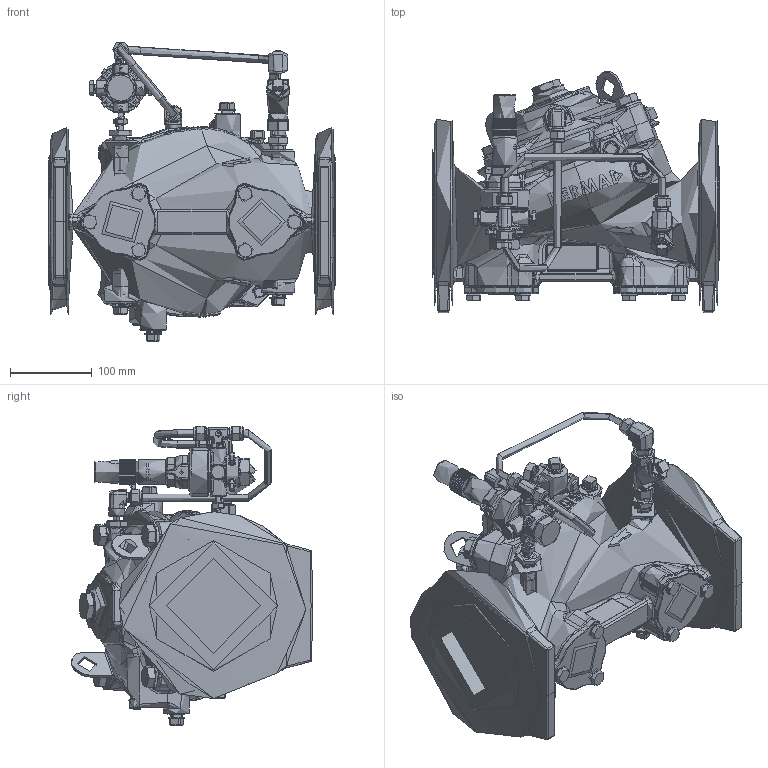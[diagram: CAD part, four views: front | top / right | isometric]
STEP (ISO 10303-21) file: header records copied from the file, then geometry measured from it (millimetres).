
FILE_DESCRIPTION (( 'STEP AP214' ), '1' );
FILE_NAME ('PC7-FP-4-42T-H-C-16-ER-NN.STEP', '2019-05-07T14:38:21', ( '' ), ( '' ), 'SwSTEP 2.0', 'SolidWorks 2018', '' );
FILE_SCHEMA (( 'AUTOMOTIVE_DESIGN' ));
Length unit declared in the file: millimetre
Products named in the file (89): 9901000065-NICKEL_9901000065-NICKEL; Basic Sizable-PORT; 073808S000-FP-4-42T-H-Y-C-A5-PR-NN-STD_01; 02101E1125-DIN 933 A4 CLASS 80 - M10 x 25-C1; 24400P0714_U_Machining; 060200S121_060200S121; FP-4-400Y-Basic-STD-Body-Flange-Filled_RF; 060200S121; 3600S00803_3600S00803; 060400S121; DIN 931 A4 CLASS 80 - M16 x 55 x 38-C1_ISO 4014 - M16 x 55 x 38-C1; 24300S0529; 063804X070; FP-4-400Y-Basic-STD-Cover-Flange-Filled; 063802B069_063802B069; 060202S122-hat; PC7-FP-4-42T-H-C-16-ER-NN; 063802B069; DIN 125 A A4 - 161_Washer ISO 7089 - 161; 25200S0514; 060400S121_060400S121; DIN 125 A A4 - 101_Washer ISO 7089 - 101; S.S 316 Label Blue-FP-400Y; 063804B072_063804B072; DIN 125 A A4 - 161; FP-4-400Y-Basic-STD-Body-Flange-Filled; 500421PB00; 9904000013; 060204S123-hat_060204S123; DIN 125 A A4 - 101; 02101E1125-DIN 933 A4 CLASS 80 - M10 x 25-C1_ISO 4017 - M10 x 25-C1; 9901000065-NICKEL; DIN 931 A4 CLASS 80 - M16 x 55 x 38-C1; FP-400Y-Basic Sizable; 060204S110_060204S110; 063804B072; FP-400Y-Basic Sizable_4-V-RF; FP-04-400Y-Basic-STD-V-Filled; 24400P0714_U; 3600S00803 ...
Assembly tree (77 placements, depth 4):
  Basic Sizable-PORT
  02101E1125-DIN 933 A4 CLASS 80 - M10 x 25-C1
  Basic Sizable-PORT
  Basic Sizable-PORT
  Basic Sizable-PORT
Bounding box: 350 x 294.46 x 365.03 mm (x, y, z)
Volume: 9550293.8 mm3; surface area: 992893.6 mm2
Topology: 105 solids, 105 shells, 4148 faces, 9949 edges, 6165 vertices
Faces by surface type: plane 1434, bspline 1108, cylinder 898, cone 519, torus 157, sphere 32
Full cylindrical faces by diameter (mm): 0.8 x1, 1 x1, 1.5 x1, 2 x1, 3 x1, 3.797 x3, 5 x7, 5.105 x4, 6.4 x2, 6.528 x2, 7 x1, 7.1 x3, 7.11 x4, 7.3 x2, 7.5 x2, 7.74 x5, 7.938 x32, 8 x6, 8.3 x2, 8.5 x7, 9.3 x2, 9.35 x1, 9.5 x1, 9.52 x9, 9.7 x2, 10 x7, 10.2 x1, 10.5 x6, 10.8 x1, 11 x6
Entity records: 255684 total; most frequent: CARTESIAN_POINT 164299, ORIENTED_EDGE 15508, DIRECTION 11714, EDGE_CURVE 7754, VERTEX_POINT 5043, AXIS2_PLACEMENT_3D 4631, EDGE_LOOP 4203, FACE_OUTER_BOUND 3716
